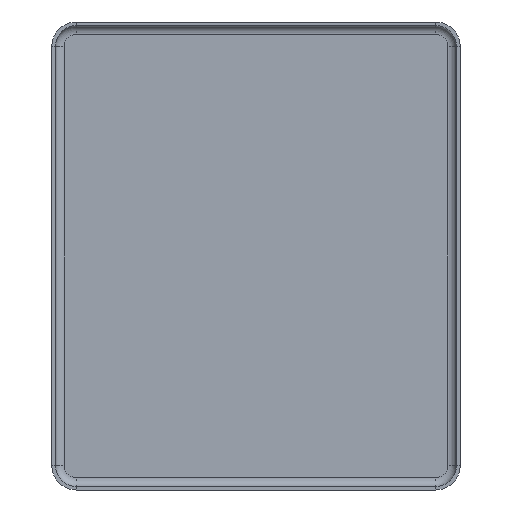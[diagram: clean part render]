
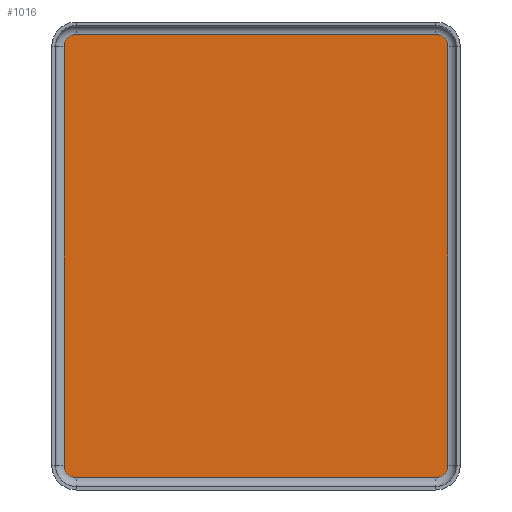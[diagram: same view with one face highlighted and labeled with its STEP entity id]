
A CAD part, front view. The second image highlights one B-rep face of the part: STEP entity #1016.
In plain terms, the highlighted planar face has unit normal (0, -1, 0).
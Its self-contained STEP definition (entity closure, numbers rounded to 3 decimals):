
#7 = CARTESIAN_POINT ( 'NONE',  ( -15.65, -0.3, -17.075 ) ) ;
#65 = CARTESIAN_POINT ( 'NONE',  ( 14.65, -0.3, 17.075 ) ) ;
#69 = CARTESIAN_POINT ( 'NONE',  ( -15.65, -0.3, 17.075 ) ) ;
#100 = CARTESIAN_POINT ( 'NONE',  ( 14.65, -0.3, -18.075 ) ) ;
#117 = AXIS2_PLACEMENT_3D ( 'NONE', #65, #955, #708 ) ;
#122 = FACE_OUTER_BOUND ( 'NONE', #994, .T. ) ;
#132 = CARTESIAN_POINT ( 'NONE',  ( -14.65, -0.3, -18.075 ) ) ;
#135 = CARTESIAN_POINT ( 'NONE',  ( 14.65, -0.3, -18.075 ) ) ;
#136 = EDGE_CURVE ( 'NONE', #666, #731, #302, .T. ) ;
#170 = DIRECTION ( 'NONE',  ( 1., 0., 0. ) ) ;
#186 = LINE ( 'NONE', #371, #888 ) ;
#204 = CARTESIAN_POINT ( 'NONE',  ( 15.65, -0.3, -17.075 ) ) ;
#205 = VERTEX_POINT ( 'NONE', #100 ) ;
#212 = LINE ( 'NONE', #135, #214 ) ;
#214 = VECTOR ( 'NONE', #947, 1000. ) ;
#228 = PLANE ( 'NONE',  #375 ) ;
#296 = DIRECTION ( 'NONE',  ( 0., 1., 0. ) ) ;
#302 = LINE ( 'NONE', #532, #440 ) ;
#303 = VECTOR ( 'NONE', #355, 1000. ) ;
#355 = DIRECTION ( 'NONE',  ( 0., 0., 1. ) ) ;
#361 = ORIENTED_EDGE ( 'NONE', *, *, #136, .F. ) ;
#371 = CARTESIAN_POINT ( 'NONE',  ( -14.65, -0.3, 18.075 ) ) ;
#375 = AXIS2_PLACEMENT_3D ( 'NONE', #1047, #864, #954 ) ;
#400 = AXIS2_PLACEMENT_3D ( 'NONE', #1029, #296, #933 ) ;
#410 = EDGE_CURVE ( 'NONE', #1110, #666, #1019, .T. ) ;
#440 = VECTOR ( 'NONE', #517, 1000. ) ;
#464 = CARTESIAN_POINT ( 'NONE',  ( -14.65, -0.3, 18.075 ) ) ;
#514 = ORIENTED_EDGE ( 'NONE', *, *, #829, .F. ) ;
#517 = DIRECTION ( 'NONE',  ( 0., 0., -1. ) ) ;
#526 = VERTEX_POINT ( 'NONE', #69 ) ;
#532 = CARTESIAN_POINT ( 'NONE',  ( 15.65, -0.3, 17.075 ) ) ;
#542 = DIRECTION ( 'NONE',  ( 0., 1., 0. ) ) ;
#553 = EDGE_CURVE ( 'NONE', #569, #1110, #186, .T. ) ;
#562 = CIRCLE ( 'NONE', #865, 1. ) ;
#569 = VERTEX_POINT ( 'NONE', #464 ) ;
#608 = EDGE_CURVE ( 'NONE', #1051, #526, #1074, .T. ) ;
#623 = EDGE_CURVE ( 'NONE', #929, #1051, #562, .T. ) ;
#636 = CARTESIAN_POINT ( 'NONE',  ( 15.65, -0.3, 17.075 ) ) ;
#666 = VERTEX_POINT ( 'NONE', #636 ) ;
#686 = ORIENTED_EDGE ( 'NONE', *, *, #553, .F. ) ;
#692 = CARTESIAN_POINT ( 'NONE',  ( -15.65, -0.3, -17.075 ) ) ;
#701 = CARTESIAN_POINT ( 'NONE',  ( 14.65, -0.3, 18.075 ) ) ;
#708 = DIRECTION ( 'NONE',  ( 0., 0., 1. ) ) ;
#724 = AXIS2_PLACEMENT_3D ( 'NONE', #887, #780, #1085 ) ;
#731 = VERTEX_POINT ( 'NONE', #204 ) ;
#780 = DIRECTION ( 'NONE',  ( 0., 1., 0. ) ) ;
#803 = CARTESIAN_POINT ( 'NONE',  ( -14.65, -0.3, -17.075 ) ) ;
#829 = EDGE_CURVE ( 'NONE', #731, #205, #988, .T. ) ;
#854 = ORIENTED_EDGE ( 'NONE', *, *, #623, .F. ) ;
#862 = CIRCLE ( 'NONE', #724, 1. ) ;
#864 = DIRECTION ( 'NONE',  ( 0., -1., 0. ) ) ;
#865 = AXIS2_PLACEMENT_3D ( 'NONE', #803, #542, #908 ) ;
#887 = CARTESIAN_POINT ( 'NONE',  ( -14.65, -0.3, 17.075 ) ) ;
#888 = VECTOR ( 'NONE', #170, 1000. ) ;
#908 = DIRECTION ( 'NONE',  ( 0., 0., 1. ) ) ;
#917 = EDGE_CURVE ( 'NONE', #205, #929, #212, .T. ) ;
#929 = VERTEX_POINT ( 'NONE', #132 ) ;
#933 = DIRECTION ( 'NONE',  ( 0., 0., 1. ) ) ;
#947 = DIRECTION ( 'NONE',  ( -1., 0., 0. ) ) ;
#954 = DIRECTION ( 'NONE',  ( 0., 0., -1. ) ) ;
#955 = DIRECTION ( 'NONE',  ( 0., 1., 0. ) ) ;
#988 = CIRCLE ( 'NONE', #400, 1. ) ;
#994 = EDGE_LOOP ( 'NONE', ( #1124, #686, #1093, #1094, #854, #1027, #514, #361 ) ) ;
#1016 = ADVANCED_FACE ( 'NONE', ( #122 ), #228, .T. ) ;
#1019 = CIRCLE ( 'NONE', #117, 1. ) ;
#1027 = ORIENTED_EDGE ( 'NONE', *, *, #917, .F. ) ;
#1029 = CARTESIAN_POINT ( 'NONE',  ( 14.65, -0.3, -17.075 ) ) ;
#1047 = CARTESIAN_POINT ( 'NONE',  ( 14.65, -0.3, 17.075 ) ) ;
#1051 = VERTEX_POINT ( 'NONE', #692 ) ;
#1074 = LINE ( 'NONE', #7, #303 ) ;
#1085 = DIRECTION ( 'NONE',  ( 0., 0., 1. ) ) ;
#1093 = ORIENTED_EDGE ( 'NONE', *, *, #1160, .F. ) ;
#1094 = ORIENTED_EDGE ( 'NONE', *, *, #608, .F. ) ;
#1110 = VERTEX_POINT ( 'NONE', #701 ) ;
#1124 = ORIENTED_EDGE ( 'NONE', *, *, #410, .F. ) ;
#1160 = EDGE_CURVE ( 'NONE', #526, #569, #862, .T. ) ;
